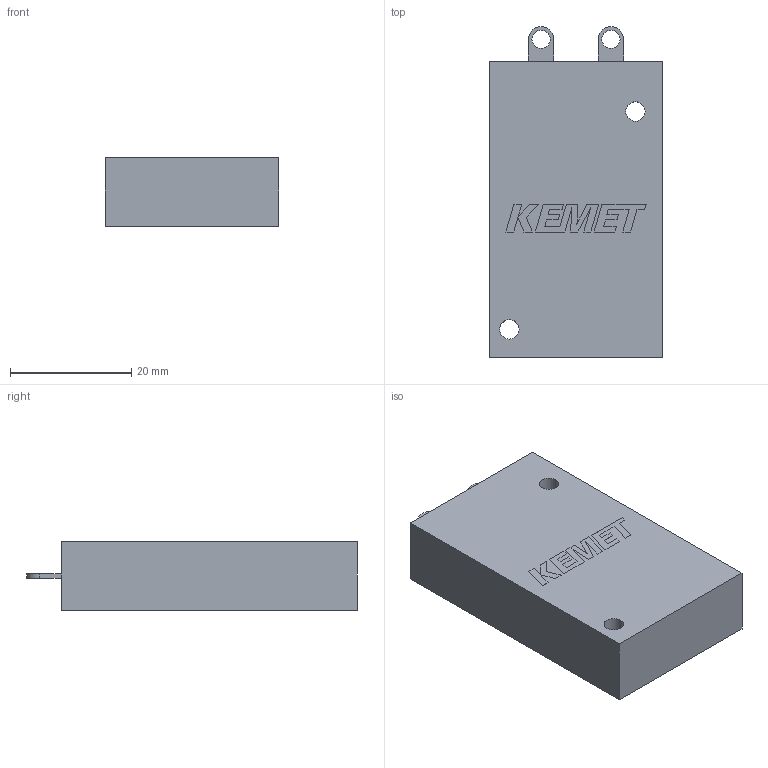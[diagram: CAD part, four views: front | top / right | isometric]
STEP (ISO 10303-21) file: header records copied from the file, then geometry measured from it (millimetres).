
FILE_DESCRIPTION (( 'STEP AP214' ), '1' );
FILE_NAME ('CTRM_M55X_L48.78W28.58H11.3S11.5LL3.3F0.81.STEP', '2017-12-08T15:26:27', ( '' ), ( '' ), 'SwSTEP 2.0', 'SolidWorks 2014', '' );
FILE_SCHEMA (( 'AUTOMOTIVE_DESIGN' ));
Length unit declared in the file: millimetre
Products named in the file (1): CTRM_M55X_L48.78W28.58H11.3S11.5LL3.3F0.81
Bounding box: 28.58 x 54.48 x 11.3 mm (x, y, z)
Volume: 15596.5 mm3; surface area: 4944.3 mm2
Topology: 4 solids, 4 shells, 81 faces, 213 edges, 142 vertices
Faces by surface type: plane 71, cylinder 10
Entity records: 3435 total; most frequent: CARTESIAN_POINT 437, ORIENTED_EDGE 426, DIRECTION 397, EDGE_CURVE 213, VECTOR 193, LINE 193, VERTEX_POINT 142, AXIS2_PLACEMENT_3D 102
